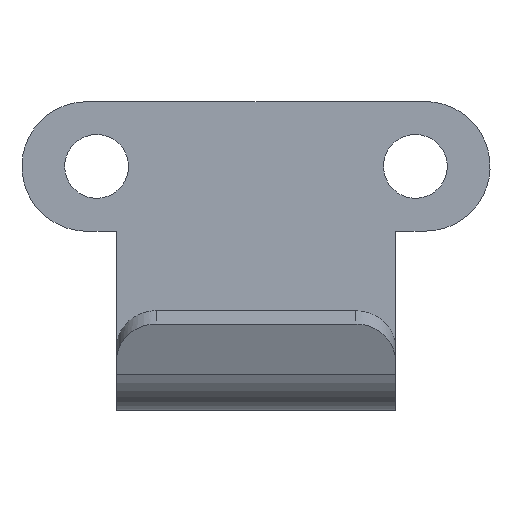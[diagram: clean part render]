
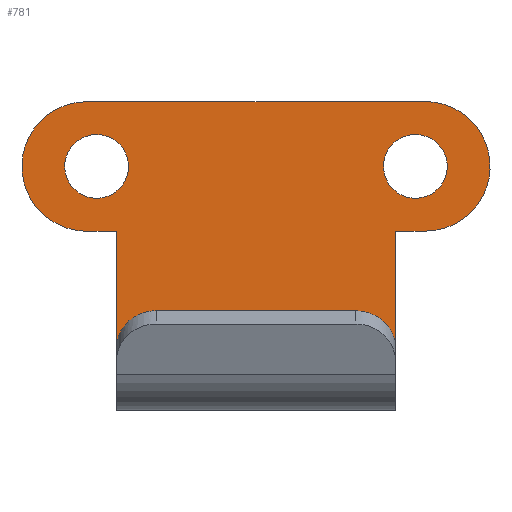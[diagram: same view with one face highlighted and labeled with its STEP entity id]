
A CAD part, front view. The second image highlights one B-rep face of the part: STEP entity #781.
In plain terms, the highlighted free-form (B-spline) face has degree [1, 1] with [2, 2] control points.
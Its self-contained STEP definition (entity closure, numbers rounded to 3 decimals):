
#66=CARTESIAN_POINT('',(-9.589,-1.6,-3.061));
#67=VERTEX_POINT('',#66);
#68=CARTESIAN_POINT('',(-8.0,-1.6,-4.85));
#69=VERTEX_POINT('',#68);
#70=CARTESIAN_POINT('',(-9.589,-1.6,-3.061));
#71=CARTESIAN_POINT('',(-9.6,-1.6,-3.155));
#72=CARTESIAN_POINT('',(-9.6,-1.6,-3.25));
#73=CARTESIAN_POINT('',(-9.6,-1.6,-4.85));
#74=CARTESIAN_POINT('',(-8.0,-1.6,-4.85));
#82=(BOUNDED_CURVE()B_SPLINE_CURVE(2,(#70,#71,#72,#73,#74),.UNSPECIFIED.,.F.,.U.)B_SPLINE_CURVE_WITH_KNOTS((3,2,3),(0.23,0.25,0.5),.UNSPECIFIED.)CURVE()GEOMETRIC_REPRESENTATION_ITEM()RATIONAL_B_SPLINE_CURVE((0.956,0.976,1.0,0.707,1.0))REPRESENTATION_ITEM(''));
#83=EDGE_CURVE('',#67,#69,#82,.T.);
#85=CARTESIAN_POINT('',(-6.403,-1.6,-3.348));
#86=VERTEX_POINT('',#85);
#87=CARTESIAN_POINT('',(-8.0,-1.6,-4.85));
#88=CARTESIAN_POINT('',(-6.495,-1.6,-4.85));
#89=CARTESIAN_POINT('',(-6.403,-1.6,-3.348));
#97=(BOUNDED_CURVE()B_SPLINE_CURVE(2,(#87,#88,#89),.UNSPECIFIED.,.F.,.U.)B_SPLINE_CURVE_WITH_KNOTS((3,3),(0.5,0.739),.UNSPECIFIED.)CURVE()GEOMETRIC_REPRESENTATION_ITEM()RATIONAL_B_SPLINE_CURVE((1.0,0.72,0.976))REPRESENTATION_ITEM(''));
#98=EDGE_CURVE('',#69,#86,#97,.T.);
#165=CARTESIAN_POINT('',(-8.0,-1.6,-1.65));
#166=VERTEX_POINT('',#165);
#167=CARTESIAN_POINT('',(-8.0,-1.6,-1.65));
#168=CARTESIAN_POINT('',(-9.421,-1.6,-1.65));
#169=CARTESIAN_POINT('',(-9.589,-1.6,-3.061));
#177=(BOUNDED_CURVE()B_SPLINE_CURVE(2,(#167,#168,#169),.UNSPECIFIED.,.F.,.U.)B_SPLINE_CURVE_WITH_KNOTS((3,3),(0.0,0.23),.UNSPECIFIED.)CURVE()GEOMETRIC_REPRESENTATION_ITEM()RATIONAL_B_SPLINE_CURVE((1.0,0.731,0.956))REPRESENTATION_ITEM(''));
#178=EDGE_CURVE('',#166,#67,#177,.T.);
#212=CARTESIAN_POINT('',(-6.403,-1.6,-3.348));
#213=CARTESIAN_POINT('',(-6.4,-1.6,-3.299));
#214=CARTESIAN_POINT('',(-6.4,-1.6,-3.25));
#215=CARTESIAN_POINT('',(-6.4,-1.6,-1.65));
#216=CARTESIAN_POINT('',(-8.0,-1.6,-1.65));
#224=(BOUNDED_CURVE()B_SPLINE_CURVE(2,(#212,#213,#214,#215,#216),.UNSPECIFIED.,.F.,.U.)B_SPLINE_CURVE_WITH_KNOTS((3,2,3),(0.739,0.75,1.0),.UNSPECIFIED.)CURVE()GEOMETRIC_REPRESENTATION_ITEM()RATIONAL_B_SPLINE_CURVE((0.976,0.988,1.0,0.707,1.0))REPRESENTATION_ITEM(''));
#225=EDGE_CURVE('',#86,#166,#224,.T.);
#252=CARTESIAN_POINT('',(6.411,-1.6,-3.061));
#253=VERTEX_POINT('',#252);
#254=CARTESIAN_POINT('',(8.0,-1.6,-4.85));
#255=VERTEX_POINT('',#254);
#256=CARTESIAN_POINT('',(6.411,-1.6,-3.061));
#257=CARTESIAN_POINT('',(6.4,-1.6,-3.155));
#258=CARTESIAN_POINT('',(6.4,-1.6,-3.25));
#259=CARTESIAN_POINT('',(6.4,-1.6,-4.85));
#260=CARTESIAN_POINT('',(8.0,-1.6,-4.85));
#268=(BOUNDED_CURVE()B_SPLINE_CURVE(2,(#256,#257,#258,#259,#260),.UNSPECIFIED.,.F.,.U.)B_SPLINE_CURVE_WITH_KNOTS((3,2,3),(0.23,0.25,0.5),.UNSPECIFIED.)CURVE()GEOMETRIC_REPRESENTATION_ITEM()RATIONAL_B_SPLINE_CURVE((0.956,0.976,1.0,0.707,1.0))REPRESENTATION_ITEM(''));
#269=EDGE_CURVE('',#253,#255,#268,.T.);
#271=CARTESIAN_POINT('',(9.597,-1.6,-3.348));
#272=VERTEX_POINT('',#271);
#273=CARTESIAN_POINT('',(8.0,-1.6,-4.85));
#274=CARTESIAN_POINT('',(9.505,-1.6,-4.85));
#275=CARTESIAN_POINT('',(9.597,-1.6,-3.348));
#283=(BOUNDED_CURVE()B_SPLINE_CURVE(2,(#273,#274,#275),.UNSPECIFIED.,.F.,.U.)B_SPLINE_CURVE_WITH_KNOTS((3,3),(0.5,0.739),.UNSPECIFIED.)CURVE()GEOMETRIC_REPRESENTATION_ITEM()RATIONAL_B_SPLINE_CURVE((1.0,0.72,0.976))REPRESENTATION_ITEM(''));
#284=EDGE_CURVE('',#255,#272,#283,.T.);
#351=CARTESIAN_POINT('',(8.0,-1.6,-1.65));
#352=VERTEX_POINT('',#351);
#353=CARTESIAN_POINT('',(8.0,-1.6,-1.65));
#354=CARTESIAN_POINT('',(6.579,-1.6,-1.65));
#355=CARTESIAN_POINT('',(6.411,-1.6,-3.061));
#363=(BOUNDED_CURVE()B_SPLINE_CURVE(2,(#353,#354,#355),.UNSPECIFIED.,.F.,.U.)B_SPLINE_CURVE_WITH_KNOTS((3,3),(0.0,0.23),.UNSPECIFIED.)CURVE()GEOMETRIC_REPRESENTATION_ITEM()RATIONAL_B_SPLINE_CURVE((1.0,0.731,0.956))REPRESENTATION_ITEM(''));
#364=EDGE_CURVE('',#352,#253,#363,.T.);
#398=CARTESIAN_POINT('',(9.597,-1.6,-3.348));
#399=CARTESIAN_POINT('',(9.6,-1.6,-3.299));
#400=CARTESIAN_POINT('',(9.6,-1.6,-3.25));
#401=CARTESIAN_POINT('',(9.6,-1.6,-1.65));
#402=CARTESIAN_POINT('',(8.0,-1.6,-1.65));
#410=(BOUNDED_CURVE()B_SPLINE_CURVE(2,(#398,#399,#400,#401,#402),.UNSPECIFIED.,.F.,.U.)B_SPLINE_CURVE_WITH_KNOTS((3,2,3),(0.739,0.75,1.0),.UNSPECIFIED.)CURVE()GEOMETRIC_REPRESENTATION_ITEM()RATIONAL_B_SPLINE_CURVE((0.976,0.988,1.0,0.707,1.0))REPRESENTATION_ITEM(''));
#411=EDGE_CURVE('',#272,#352,#410,.T.);
#545=CARTESIAN_POINT('',(-7.0,-1.6,-6.5));
#546=VERTEX_POINT('',#545);
#547=CARTESIAN_POINT('',(-8.5,-1.6,-6.5));
#548=VERTEX_POINT('',#547);
#549=CARTESIAN_POINT('',(-7.0,-1.6,-6.5));
#550=CARTESIAN_POINT('',(-8.5,-1.6,-6.5));
#551=QUASI_UNIFORM_CURVE('',1,(#549,#550),.UNSPECIFIED.,.F.,.U.);
#552=EDGE_CURVE('',#546,#548,#551,.T.);
#594=CARTESIAN_POINT('',(-8.5,-1.6,0.0));
#595=VERTEX_POINT('',#594);
#596=CARTESIAN_POINT('',(-8.5,-1.6,0.0));
#597=CARTESIAN_POINT('',(-11.75,-1.6,0.0));
#598=CARTESIAN_POINT('',(-11.75,-1.6,-3.25));
#599=CARTESIAN_POINT('',(-11.75,-1.6,-6.5));
#600=CARTESIAN_POINT('',(-8.5,-1.6,-6.5));
#608=(BOUNDED_CURVE()B_SPLINE_CURVE(2,(#596,#597,#598,#599,#600),.UNSPECIFIED.,.F.,.U.)B_SPLINE_CURVE_WITH_KNOTS((3,2,3),(0.0,0.5,1.0),.UNSPECIFIED.)CURVE()GEOMETRIC_REPRESENTATION_ITEM()RATIONAL_B_SPLINE_CURVE((1.0,0.707,1.0,0.707,1.0))REPRESENTATION_ITEM(''));
#609=EDGE_CURVE('',#595,#548,#608,.T.);
#655=CARTESIAN_POINT('',(8.5,-1.6,-6.5));
#656=VERTEX_POINT('',#655);
#657=CARTESIAN_POINT('',(8.5,-1.6,0.0));
#658=VERTEX_POINT('',#657);
#659=CARTESIAN_POINT('',(8.5,-1.6,-6.5));
#660=CARTESIAN_POINT('',(11.75,-1.6,-6.5));
#661=CARTESIAN_POINT('',(11.75,-1.6,-3.25));
#662=CARTESIAN_POINT('',(11.75,-1.6,0.0));
#663=CARTESIAN_POINT('',(8.5,-1.6,0.0));
#671=(BOUNDED_CURVE()B_SPLINE_CURVE(2,(#659,#660,#661,#662,#663),.UNSPECIFIED.,.F.,.U.)B_SPLINE_CURVE_WITH_KNOTS((3,2,3),(0.0,0.5,1.0),.UNSPECIFIED.)CURVE()GEOMETRIC_REPRESENTATION_ITEM()RATIONAL_B_SPLINE_CURVE((1.0,0.707,1.0,0.707,1.0))REPRESENTATION_ITEM(''));
#672=EDGE_CURVE('',#656,#658,#671,.T.);
#711=CARTESIAN_POINT('',(7.0,-1.6,-6.5));
#712=VERTEX_POINT('',#711);
#713=CARTESIAN_POINT('',(7.0,-1.6,-6.5));
#714=CARTESIAN_POINT('',(8.5,-1.6,-6.5));
#715=QUASI_UNIFORM_CURVE('',1,(#713,#714),.UNSPECIFIED.,.F.,.U.);
#716=EDGE_CURVE('',#712,#656,#715,.T.);
#734=CARTESIAN_POINT('',(-12.924,-1.6,0.619));
#735=CARTESIAN_POINT('',(-12.924,-1.6,-13.019));
#736=CARTESIAN_POINT('',(12.924,-1.6,0.619));
#737=CARTESIAN_POINT('',(12.924,-1.6,-13.019));
#738=B_SPLINE_SURFACE_WITH_KNOTS('',1,1,((#734,#736),(#735,#737)),.UNSPECIFIED.,.F.,.F.,.U.,(2,2),(2,2),(0.0,13.639),(0.0,25.848),.UNSPECIFIED.);
#739=CARTESIAN_POINT('',(-7.0,-1.6,-12.4));
#740=VERTEX_POINT('',#739);
#741=CARTESIAN_POINT('',(-7.0,-1.6,-12.4));
#742=CARTESIAN_POINT('',(-7.0,-1.6,-6.5));
#743=QUASI_UNIFORM_CURVE('',1,(#741,#742),.UNSPECIFIED.,.F.,.U.);
#744=EDGE_CURVE('',#740,#546,#743,.T.);
#745=ORIENTED_EDGE('',*,*,#744,.F.);
#746=CARTESIAN_POINT('',(7.0,-1.6,-12.4));
#747=VERTEX_POINT('',#746);
#748=CARTESIAN_POINT('',(7.0,-1.6,-12.4));
#749=CARTESIAN_POINT('',(-7.0,-1.6,-12.4));
#750=QUASI_UNIFORM_CURVE('',1,(#748,#749),.UNSPECIFIED.,.F.,.U.);
#751=EDGE_CURVE('',#747,#740,#750,.T.);
#752=ORIENTED_EDGE('',*,*,#751,.F.);
#753=CARTESIAN_POINT('',(7.0,-1.6,-12.4));
#754=CARTESIAN_POINT('',(7.0,-1.6,-6.5));
#755=QUASI_UNIFORM_CURVE('',1,(#753,#754),.UNSPECIFIED.,.F.,.U.);
#756=EDGE_CURVE('',#747,#712,#755,.T.);
#757=ORIENTED_EDGE('',*,*,#756,.T.);
#758=ORIENTED_EDGE('',*,*,#716,.T.);
#759=ORIENTED_EDGE('',*,*,#672,.T.);
#760=CARTESIAN_POINT('',(8.5,-1.6,0.0));
#761=CARTESIAN_POINT('',(-8.5,-1.6,0.0));
#762=QUASI_UNIFORM_CURVE('',1,(#760,#761),.UNSPECIFIED.,.F.,.U.);
#763=EDGE_CURVE('',#658,#595,#762,.T.);
#764=ORIENTED_EDGE('',*,*,#763,.T.);
#765=ORIENTED_EDGE('',*,*,#609,.T.);
#766=ORIENTED_EDGE('',*,*,#552,.F.);
#767=EDGE_LOOP('',(#745,#752,#757,#758,#759,#764,#765,#766));
#768=FACE_OUTER_BOUND('',#767,.T.);
#769=ORIENTED_EDGE('',*,*,#284,.F.);
#770=ORIENTED_EDGE('',*,*,#269,.F.);
#771=ORIENTED_EDGE('',*,*,#364,.F.);
#772=ORIENTED_EDGE('',*,*,#411,.F.);
#773=EDGE_LOOP('',(#769,#770,#771,#772));
#774=FACE_BOUND('',#773,.T.);
#775=ORIENTED_EDGE('',*,*,#98,.F.);
#776=ORIENTED_EDGE('',*,*,#83,.F.);
#777=ORIENTED_EDGE('',*,*,#178,.F.);
#778=ORIENTED_EDGE('',*,*,#225,.F.);
#779=EDGE_LOOP('',(#775,#776,#777,#778));
#780=FACE_BOUND('',#779,.T.);
#781=ADVANCED_FACE('',(#768,#774,#780),#738,.T.);
